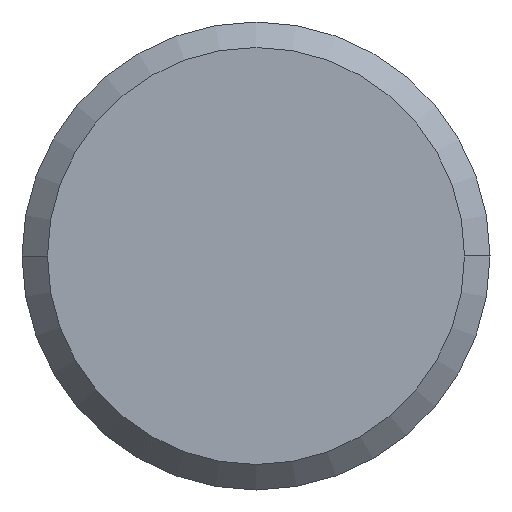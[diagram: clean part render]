
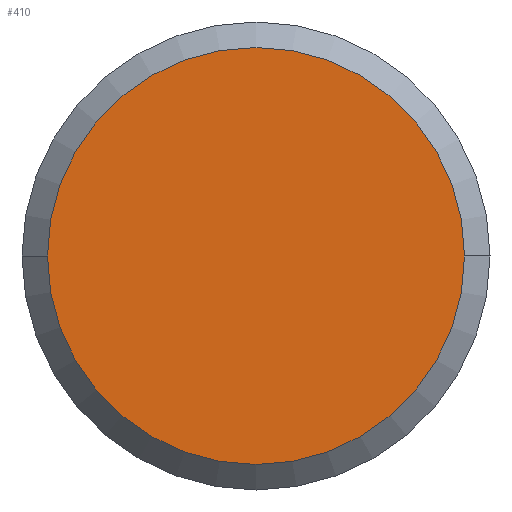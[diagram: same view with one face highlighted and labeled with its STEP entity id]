
A CAD part, left-side view. The second image highlights one B-rep face of the part: STEP entity #410.
In plain terms, the highlighted planar face has unit normal (-1, 0, 0).
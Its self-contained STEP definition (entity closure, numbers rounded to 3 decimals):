
#23 = DIRECTION ( 'NONE',  ( 1., 0., 0. ) ) ;
#36 = CARTESIAN_POINT ( 'NONE',  ( 0., 0., 0. ) ) ;
#69 = PLANE ( 'NONE',  #195 ) ;
#83 = ORIENTED_EDGE ( 'NONE', *, *, #226, .F. ) ;
#89 = CIRCLE ( 'NONE', #172, 6.238 ) ;
#99 = VERTEX_POINT ( 'NONE', #113 ) ;
#113 = CARTESIAN_POINT ( 'NONE',  ( 0., 6.238, 0. ) ) ;
#131 = CARTESIAN_POINT ( 'NONE',  ( 0., -6.238, 0. ) ) ;
#148 = DIRECTION ( 'NONE',  ( 0., 1., 0. ) ) ;
#157 = AXIS2_PLACEMENT_3D ( 'NONE', #400, #23, #148 ) ;
#172 = AXIS2_PLACEMENT_3D ( 'NONE', #246, #190, #187 ) ;
#187 = DIRECTION ( 'NONE',  ( 0., 1., 0. ) ) ;
#190 = DIRECTION ( 'NONE',  ( 1., 0., 0. ) ) ;
#195 = AXIS2_PLACEMENT_3D ( 'NONE', #36, #382, #253 ) ;
#198 = EDGE_LOOP ( 'NONE', ( #83, #364 ) ) ;
#226 = EDGE_CURVE ( 'NONE', #99, #415, #374, .T. ) ;
#246 = CARTESIAN_POINT ( 'NONE',  ( 0., 0., 0. ) ) ;
#248 = EDGE_CURVE ( 'NONE', #415, #99, #89, .T. ) ;
#253 = DIRECTION ( 'NONE',  ( 0., -1., 0. ) ) ;
#265 = FACE_OUTER_BOUND ( 'NONE', #198, .T. ) ;
#364 = ORIENTED_EDGE ( 'NONE', *, *, #248, .F. ) ;
#374 = CIRCLE ( 'NONE', #157, 6.238 ) ;
#382 = DIRECTION ( 'NONE',  ( -1., 0., 0. ) ) ;
#400 = CARTESIAN_POINT ( 'NONE',  ( 0., 0., 0. ) ) ;
#410 = ADVANCED_FACE ( 'NONE', ( #265 ), #69, .T. ) ;
#415 = VERTEX_POINT ( 'NONE', #131 ) ;
